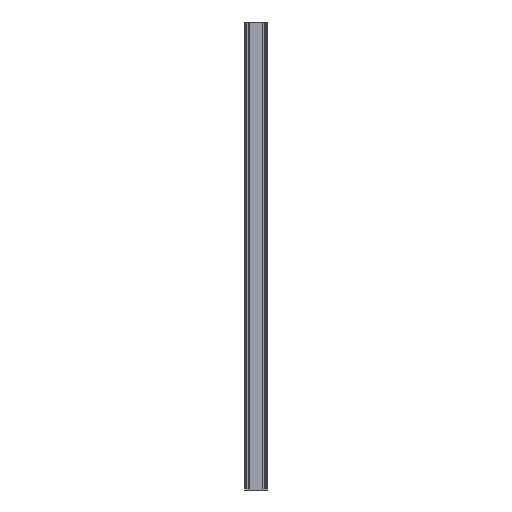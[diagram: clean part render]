
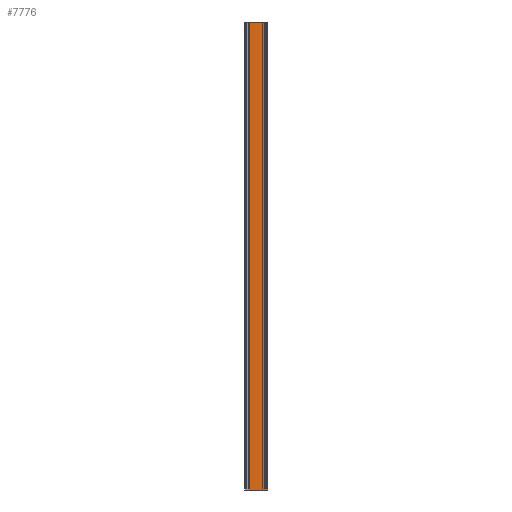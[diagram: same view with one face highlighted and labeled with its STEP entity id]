
A CAD part, left-side view. The second image highlights one B-rep face of the part: STEP entity #7776.
In plain terms, the highlighted planar face has unit normal (-1, 0, 0).
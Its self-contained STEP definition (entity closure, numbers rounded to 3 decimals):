
#4291 = PLANE ( 'NONE',  #35016 ) ;
#4687 = CARTESIAN_POINT ( 'NONE',  ( 57.709, 0., 0. ) ) ;
#7205 = ORIENTED_EDGE ( 'NONE', *, *, #36830, .T. ) ;
#7776 = ADVANCED_FACE ( 'NONE', ( #47806 ), #4291, .T. ) ;
#7909 = LINE ( 'NONE', #4687, #34721 ) ;
#8519 = LINE ( 'NONE', #42116, #40657 ) ;
#11952 = DIRECTION ( 'NONE',  ( -1., 0., 0. ) ) ;
#13641 = VECTOR ( 'NONE', #26045, 1000. ) ;
#18351 = CARTESIAN_POINT ( 'NONE',  ( 57.709, 49.207, 1500. ) ) ;
#18388 = EDGE_CURVE ( 'NONE', #37424, #39547, #8519, .T. ) ;
#20460 = CARTESIAN_POINT ( 'NONE',  ( 57.709, -10.4, 1500. ) ) ;
#20673 = VERTEX_POINT ( 'NONE', #23533 ) ;
#21488 = ORIENTED_EDGE ( 'NONE', *, *, #45650, .F. ) ;
#22491 = EDGE_LOOP ( 'NONE', ( #23673, #21488, #7205, #30136 ) ) ;
#23533 = CARTESIAN_POINT ( 'NONE',  ( 57.709, -10.4, 1500. ) ) ;
#23673 = ORIENTED_EDGE ( 'NONE', *, *, #46943, .F. ) ;
#24141 = DIRECTION ( 'NONE',  ( 0., 0., -1. ) ) ;
#26045 = DIRECTION ( 'NONE',  ( 0., 1., 0. ) ) ;
#28471 = CARTESIAN_POINT ( 'NONE',  ( 57.709, -10.4, 0. ) ) ;
#30136 = ORIENTED_EDGE ( 'NONE', *, *, #18388, .T. ) ;
#30303 = DIRECTION ( 'NONE',  ( 0., 0., -1. ) ) ;
#30914 = CARTESIAN_POINT ( 'NONE',  ( 57.709, 0., 1500. ) ) ;
#31347 = DIRECTION ( 'NONE',  ( 0., 1., 0. ) ) ;
#33449 = VERTEX_POINT ( 'NONE', #28471 ) ;
#34721 = VECTOR ( 'NONE', #31347, 1000. ) ;
#35016 = AXIS2_PLACEMENT_3D ( 'NONE', #30914, #11952, #42733 ) ;
#36830 = EDGE_CURVE ( 'NONE', #20673, #37424, #42243, .T. ) ;
#37222 = VECTOR ( 'NONE', #24141, 1000. ) ;
#37341 = CARTESIAN_POINT ( 'NONE',  ( 57.709, 0., 1500. ) ) ;
#37424 = VERTEX_POINT ( 'NONE', #18351 ) ;
#39547 = VERTEX_POINT ( 'NONE', #47748 ) ;
#39626 = LINE ( 'NONE', #20460, #37222 ) ;
#40657 = VECTOR ( 'NONE', #30303, 1000. ) ;
#42116 = CARTESIAN_POINT ( 'NONE',  ( 57.709, 49.207, 1500. ) ) ;
#42243 = LINE ( 'NONE', #37341, #13641 ) ;
#42733 = DIRECTION ( 'NONE',  ( 0., 0., 1. ) ) ;
#45650 = EDGE_CURVE ( 'NONE', #20673, #33449, #39626, .T. ) ;
#46943 = EDGE_CURVE ( 'NONE', #33449, #39547, #7909, .T. ) ;
#47748 = CARTESIAN_POINT ( 'NONE',  ( 57.709, 49.207, 0. ) ) ;
#47806 = FACE_OUTER_BOUND ( 'NONE', #22491, .T. ) ;
